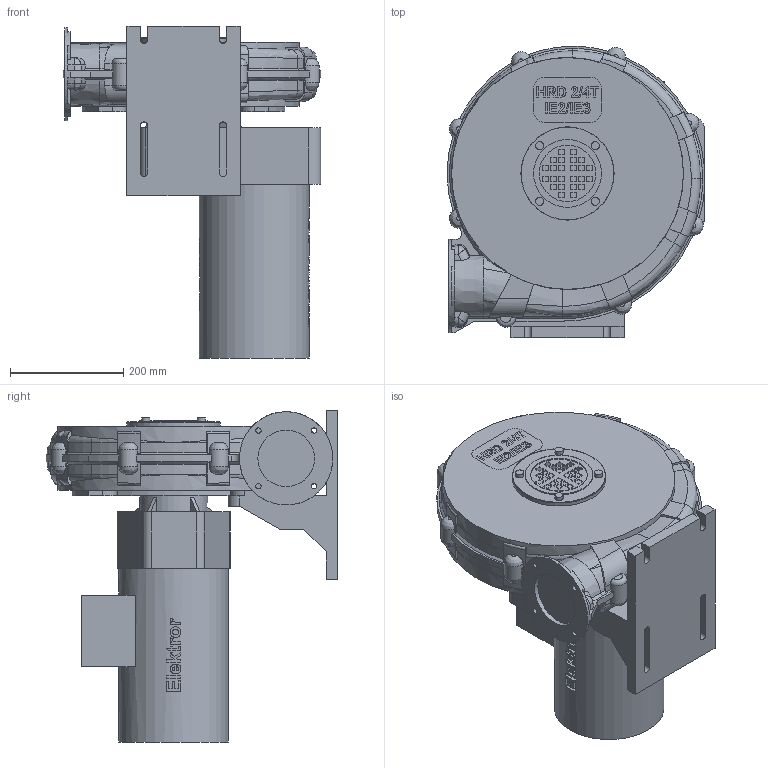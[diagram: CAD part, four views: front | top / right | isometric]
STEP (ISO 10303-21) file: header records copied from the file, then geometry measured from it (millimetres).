
FILE_DESCRIPTION((''),'2;1');
FILE_NAME('AttTemp.stp','2014-06-03T08:34:07',('Long'),(''),'Autodesk Inventor 2012','Autodesk Inventor 2012','');
FILE_SCHEMA(('AUTOMOTIVE_DESIGN { 1 0 10303 214 1 1 1 1 }'));
Length unit declared in the file: millimetre
Products named in the file (1): 01-TB-10097A
Bounding box: 456 x 515 x 587 mm (x, y, z)
Volume: 37249328.3 mm3; surface area: 1296523.2 mm2
Topology: 1 solids, 6 shells, 815 faces, 2362 edges, 1600 vertices
Faces by surface type: plane 457, bspline 158, cylinder 151, torus 34, cone 15
Full cylindrical faces by diameter (mm): 3 x1, 6.65 x4, 9.5 x4, 14.4 x4, 100 x3, 120 x2, 164 x1, 165 x3, 194 x1, 410 x2
Entity records: 31793 total; most frequent: CARTESIAN_POINT 10841, ORIENTED_EDGE 4566, DIRECTION 3466, EDGE_CURVE 2283, VERTEX_POINT 1567, VECTOR 1242, LINE 1242, AXIS2_PLACEMENT_3D 1112
